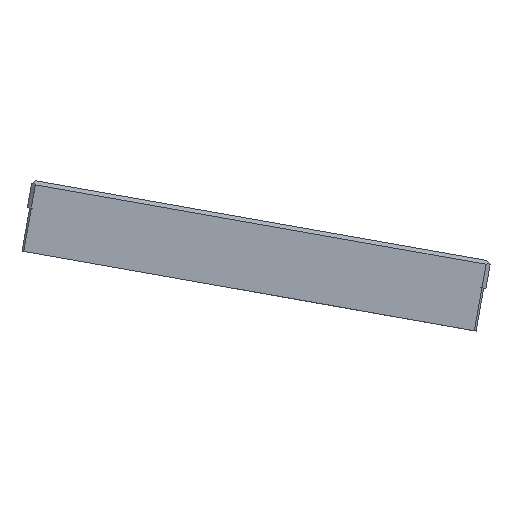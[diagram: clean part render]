
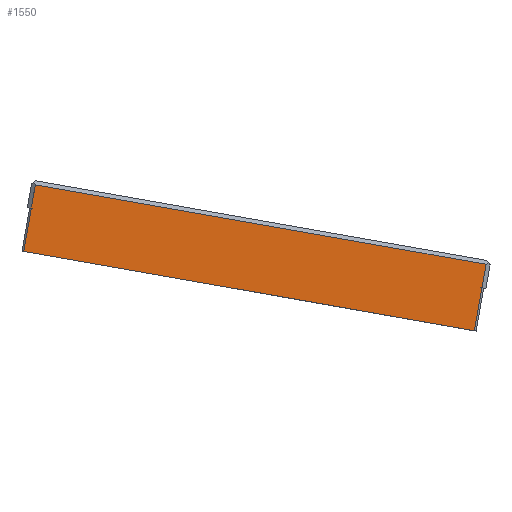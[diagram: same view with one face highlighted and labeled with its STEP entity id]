
A CAD part, left-side view. The second image highlights one B-rep face of the part: STEP entity #1550.
In plain terms, the highlighted planar face has unit normal (-1, 0, 0).
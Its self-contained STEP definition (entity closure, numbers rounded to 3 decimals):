
#1275=CARTESIAN_POINT('',(-10.905,1.82,5.312));
#1276=VERTEX_POINT('',#1275);
#1282=CARTESIAN_POINT('',(-10.905,115.319,25.325));
#1283=VERTEX_POINT('',#1282);
#1284=CARTESIAN_POINT('',(-10.905,115.319,25.325));
#1285=DIRECTION('',(0.,-0.985,-0.174));
#1286=VECTOR('',#1285,115.25);
#1287=LINE('',#1284,#1286);
#1288=EDGE_CURVE('',#1283,#1276,#1287,.T.);
#1523=CARTESIAN_POINT('',(-10.905,55.444,33.045));
#1524=DIRECTION('',(1.,0.,0.));
#1525=DIRECTION('',(-0.,1.,0.));
#1526=AXIS2_PLACEMENT_3D('',#1523,#1524,#1525);
#1527=PLANE('',#1526);
#1528=ORIENTED_EDGE('',*,*,#1288,.T.);
#1529=CARTESIAN_POINT('',(-10.905,-1.132,22.054));
#1530=VERTEX_POINT('',#1529);
#1531=CARTESIAN_POINT('',(-10.905,1.82,5.312));
#1532=CARTESIAN_POINT('',(-10.905,-1.132,22.054));
#1533=B_SPLINE_CURVE_WITH_KNOTS('',1,(#1531,#1532),.UNSPECIFIED.,.F.,.F.,(2,2),(0.,1.),.UNSPECIFIED.);
#1534=EDGE_CURVE('',#1276,#1530,#1533,.T.);
#1535=ORIENTED_EDGE('',*,*,#1534,.T.);
#1536=CARTESIAN_POINT('',(-10.905,112.367,42.067));
#1537=VERTEX_POINT('',#1536);
#1538=CARTESIAN_POINT('',(-10.905,-1.132,22.054));
#1539=CARTESIAN_POINT('',(-10.905,112.367,42.067));
#1540=B_SPLINE_CURVE_WITH_KNOTS('',1,(#1538,#1539),.UNSPECIFIED.,.F.,.F.,(2,2),(0.009,0.991),.UNSPECIFIED.);
#1541=EDGE_CURVE('',#1530,#1537,#1540,.T.);
#1542=ORIENTED_EDGE('',*,*,#1541,.T.);
#1543=CARTESIAN_POINT('',(-10.905,112.367,42.067));
#1544=CARTESIAN_POINT('',(-10.905,115.319,25.325));
#1545=B_SPLINE_CURVE_WITH_KNOTS('',1,(#1543,#1544),.UNSPECIFIED.,.F.,.F.,(2,2),(0.,1.),.UNSPECIFIED.);
#1546=EDGE_CURVE('',#1537,#1283,#1545,.T.);
#1547=ORIENTED_EDGE('',*,*,#1546,.T.);
#1548=EDGE_LOOP('',(#1528,#1535,#1542,#1547));
#1549=FACE_BOUND('',#1548,.T.);
#1550=ADVANCED_FACE('',(#1549),#1527,.F.);
